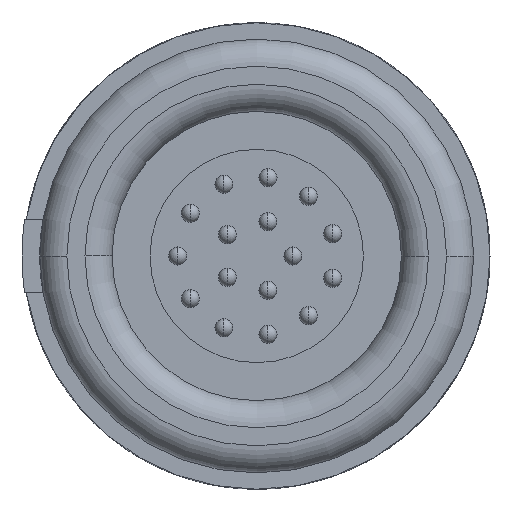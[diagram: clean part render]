
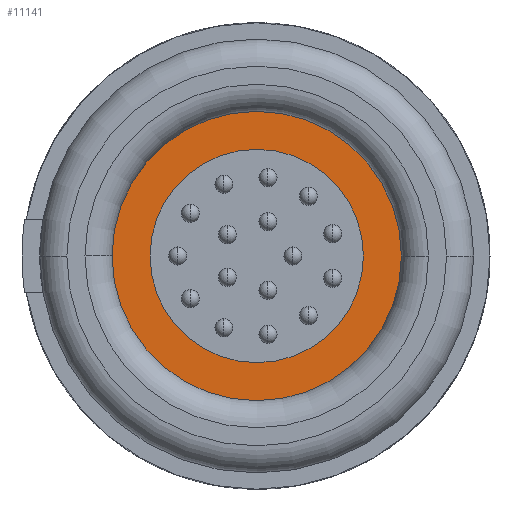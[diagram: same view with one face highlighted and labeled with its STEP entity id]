
A CAD part, left-side view. The second image highlights one B-rep face of the part: STEP entity #11141.
In plain terms, the highlighted planar face has unit normal (-1, 0, 0).
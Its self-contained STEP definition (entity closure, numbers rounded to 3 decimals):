
#1252=CARTESIAN_POINT('',(-9.95,0.,0.));
#1253=DIRECTION('',(-1.,0.,0.));
#1254=DIRECTION('',(0.,1.,0.));
#1255=AXIS2_PLACEMENT_3D('',#1252,#1253,#1254);
#1266=CARTESIAN_POINT('',(-9.95,0.,0.));
#1267=DIRECTION('',(1.,0.,0.));
#1268=DIRECTION('',(0.,1.,0.));
#1269=AXIS2_PLACEMENT_3D('',#1266,#1267,#1268);
#4413=CARTESIAN_POINT('',(-9.95,0.,0.));
#4414=DIRECTION('',(-1.,0.,0.));
#4415=DIRECTION('',(0.,1.,0.));
#4416=AXIS2_PLACEMENT_3D('',#4413,#4414,#4415);
#4418=CARTESIAN_POINT('',(-9.95,0.,0.));
#4419=DIRECTION('',(1.,0.,0.));
#4420=DIRECTION('',(0.,1.,0.));
#4421=AXIS2_PLACEMENT_3D('',#4418,#4419,#4420);
#5173=CARTESIAN_POINT('',(-9.95,4.,0.));
#5174=CARTESIAN_POINT('',(-9.95,-4.,0.));
#5175=VERTEX_POINT('',#5173);
#5176=VERTEX_POINT('',#5174);
#5177=CARTESIAN_POINT('',(-9.95,2.95,0.));
#5178=CARTESIAN_POINT('',(-9.95,-2.95,0.));
#5179=VERTEX_POINT('',#5177);
#5180=VERTEX_POINT('',#5178);
#11126=CARTESIAN_POINT('',(-9.95,0.,0.));
#11127=DIRECTION('',(1.,0.,0.));
#11128=DIRECTION('',(0.,-1.,0.));
#11129=AXIS2_PLACEMENT_3D('',#11126,#11127,#11128);
#11130=PLANE('',#11129);
#11132=ORIENTED_EDGE('',*,*,#11131,.F.);
#11134=ORIENTED_EDGE('',*,*,#11133,.T.);
#11135=EDGE_LOOP('',(#11132,#11134));
#11136=FACE_OUTER_BOUND('',#11135,.F.);
#11137=ORIENTED_EDGE('',*,*,#6766,.F.);
#11138=ORIENTED_EDGE('',*,*,#6738,.T.);
#11139=EDGE_LOOP('',(#11137,#11138));
#11140=FACE_BOUND('',#11139,.F.);
#11141=ADVANCED_FACE('',(#11136,#11140),#11130,.F.);
#1256=CIRCLE('',#1255,2.95);
#1270=CIRCLE('',#1269,2.95);
#4417=CIRCLE('',#4416,4.);
#4422=CIRCLE('',#4421,4.);
#6738=EDGE_CURVE('',#5179,#5180,#1256,.T.);
#6766=EDGE_CURVE('',#5179,#5180,#1270,.T.);
#11131=EDGE_CURVE('',#5175,#5176,#4417,.T.);
#11133=EDGE_CURVE('',#5175,#5176,#4422,.T.);
